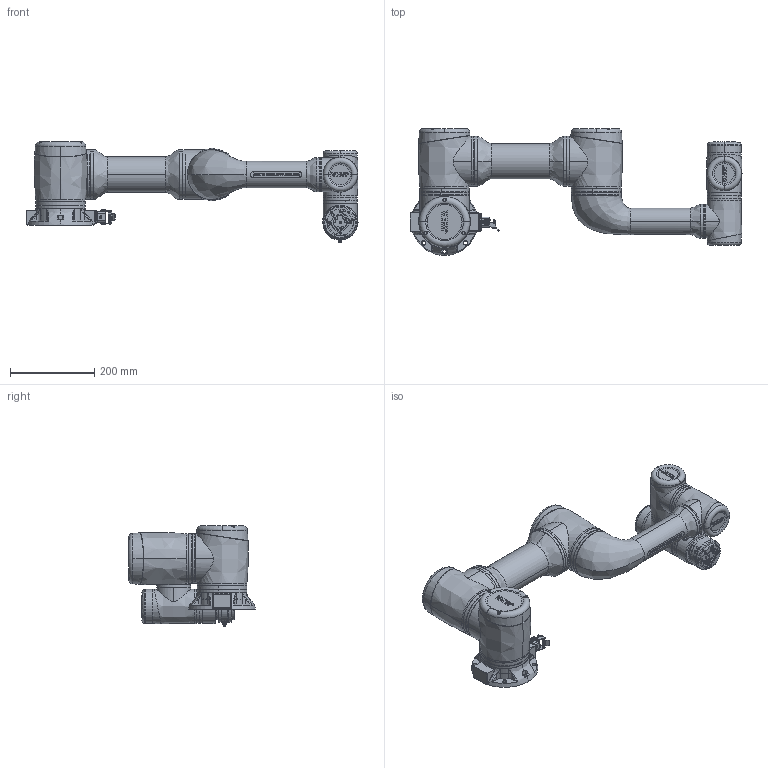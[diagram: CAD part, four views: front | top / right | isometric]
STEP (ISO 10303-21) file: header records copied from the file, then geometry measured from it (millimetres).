
FILE_DESCRIPTION (( 'STEP AP214' ), '1' );
FILE_NAME ('Zu 7 se.STEP', '2021-09-06T07:54:49', ( 'Jiaxin' ), ( '' ), 'SwSTEP 2.0', 'SolidWorks 2016', '' );
FILE_SCHEMA (( 'AUTOMOTIVE_DESIGN' ));
Length unit declared in the file: millimetre
Products named in the file (10): Zu 7 05_默认; Zu 7 04_默认; Zu 7 03_默认; Zu 7 02_默认; Zu 7 01_默认; Zu 7 00_默认; Zu 7 se; se_01_默认; Zu 7; Zu 7 06_默认
Assembly tree (9 placements, depth 3):
  Zu 7 se
    Zu 7
      Zu 7 00_默认
      Zu 7 01_默认
      Zu 7 02_默认
      Zu 7 03_默认
      Zu 7 04_默认
      Zu 7 05_默认
      Zu 7 06_默认
    se_01_默认
Bounding box: 787.71 x 300.65 x 237.6 mm (x, y, z)
Volume: 11305295.9 mm3; surface area: 774494.7 mm2
Topology: 33 solids, 38 shells, 2695 faces, 6868 edges, 4408 vertices
Faces by surface type: plane 1234, cylinder 793, bspline 323, cone 266, torus 76, sphere 3
Entity records: 122975 total; most frequent: CARTESIAN_POINT 43491, ORIENTED_EDGE 13485, DIRECTION 12512, EDGE_CURVE 6790, VERTEX_POINT 4408, AXIS2_PLACEMENT_3D 4347, VECTOR 3818, LINE 3818
